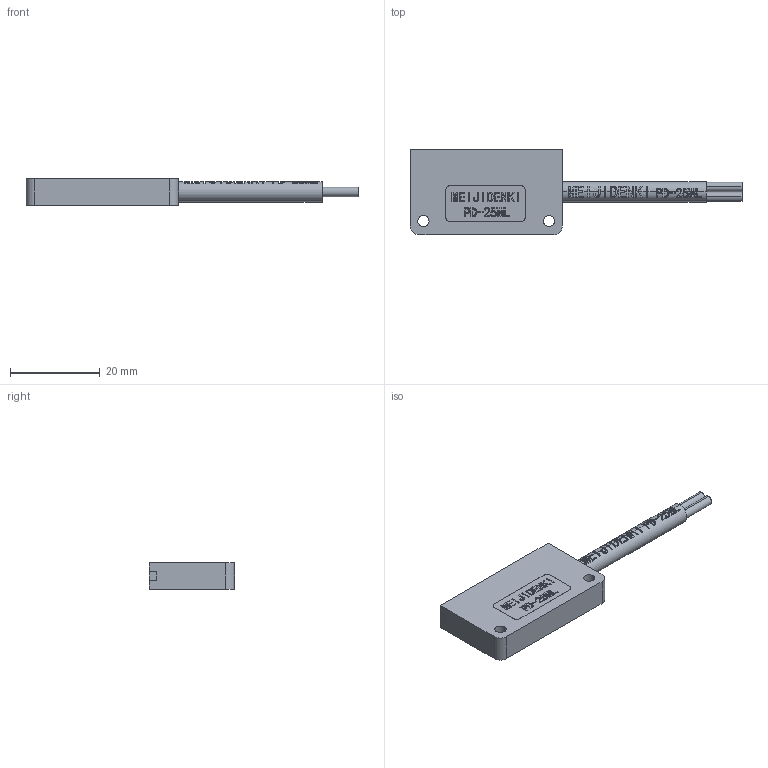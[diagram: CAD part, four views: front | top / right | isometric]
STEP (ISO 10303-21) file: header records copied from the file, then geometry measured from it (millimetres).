
FILE_DESCRIPTION (( 'STEP AP214' ), '1' );
FILE_NAME ('PD-25ML.STEP', '2015-09-24T09:01:18', ( '' ), ( '' ), 'SwSTEP 2.0', 'SolidWorks 2013', '' );
FILE_SCHEMA (( 'AUTOMOTIVE_DESIGN' ));
Length unit declared in the file: millimetre
Products named in the file (1): PD-25ML
Bounding box: 74.01 x 19 x 6 mm (x, y, z)
Volume: 4223.7 mm3; surface area: 3104.4 mm2
Topology: 1 solids, 1 shells, 510 faces, 1335 edges, 890 vertices
Faces by surface type: plane 357, cylinder 106, bspline 47
Entity records: 22738 total; most frequent: CARTESIAN_POINT 6810, ORIENTED_EDGE 2670, DIRECTION 2399, EDGE_CURVE 1335, VECTOR 929, LINE 929, VERTEX_POINT 890, AXIS2_PLACEMENT_3D 735
